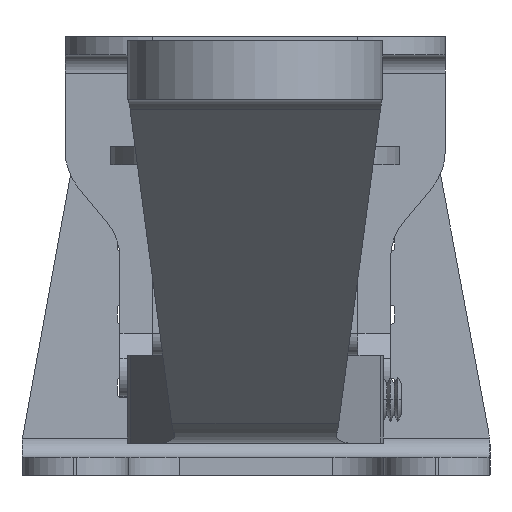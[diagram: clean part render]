
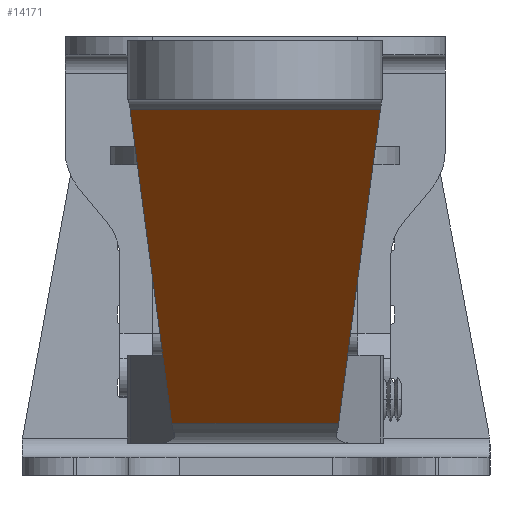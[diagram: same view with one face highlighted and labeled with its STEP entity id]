
A CAD part, left-side view. The second image highlights one B-rep face of the part: STEP entity #14171.
In plain terms, the highlighted planar face has unit normal (-0.685, 0, -0.729).
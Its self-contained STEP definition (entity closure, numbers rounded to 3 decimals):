
#10246=DIRECTION('',(0.,1.,0.));
#10247=VECTOR('',#10246,22.824);
#10248=CARTESIAN_POINT('',(93.02,20.696,7.136));
#10249=LINE('',#10248,#10247);
#10253=DIRECTION('',(0.726,0.091,-0.682));
#10254=VECTOR('',#10253,62.938);
#10255=CARTESIAN_POINT('',(47.351,14.987,50.065));
#10256=LINE('',#10255,#10254);
#10331=CARTESIAN_POINT('',(47.351,49.228,50.065));
#10339=DIRECTION('',(-0.726,0.091,0.682));
#10340=VECTOR('',#10339,62.938);
#10341=CARTESIAN_POINT('',(93.02,43.52,7.136));
#10342=LINE('',#10341,#10340);
#10349=CARTESIAN_POINT('',(93.02,43.52,7.136));
#10405=DIRECTION('',(0.,-1.,0.));
#10406=VECTOR('',#10405,34.241);
#10407=CARTESIAN_POINT('',(47.351,49.228,50.065));
#10408=LINE('',#10407,#10406);
#13067=VERTEX_POINT('',#10349);
#13317=VERTEX_POINT('',#10331);
#13416=CARTESIAN_POINT('',(47.351,14.987,50.065));
#13417=CARTESIAN_POINT('',(93.02,20.696,7.136));
#13418=VERTEX_POINT('',#13416);
#13419=VERTEX_POINT('',#13417);
#14158=CARTESIAN_POINT('',(70.185,32.108,28.601));
#14159=DIRECTION('',(0.685,0.,0.729));
#14160=DIRECTION('',(0.729,0.,-0.685));
#14161=AXIS2_PLACEMENT_3D('',#14158,#14159,#14160);
#14162=PLANE('',#14161);
#14163=ORIENTED_EDGE('',*,*,#14142,.T.);
#14164=ORIENTED_EDGE('',*,*,#14132,.T.);
#14166=ORIENTED_EDGE('',*,*,#14165,.T.);
#14168=ORIENTED_EDGE('',*,*,#14167,.T.);
#14169=EDGE_LOOP('',(#14163,#14164,#14166,#14168));
#14170=FACE_OUTER_BOUND('',#14169,.F.);
#14171=ADVANCED_FACE('',(#14170),#14162,.F.);
#14132=EDGE_CURVE('',#13419,#13067,#10249,.T.);
#14142=EDGE_CURVE('',#13418,#13419,#10256,.T.);
#14165=EDGE_CURVE('',#13067,#13317,#10342,.T.);
#14167=EDGE_CURVE('',#13317,#13418,#10408,.T.);
